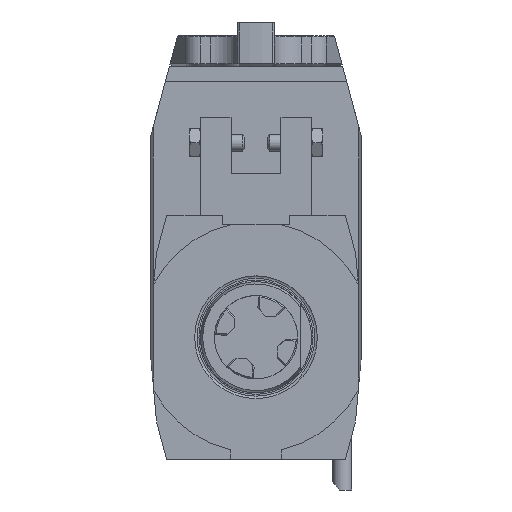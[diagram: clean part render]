
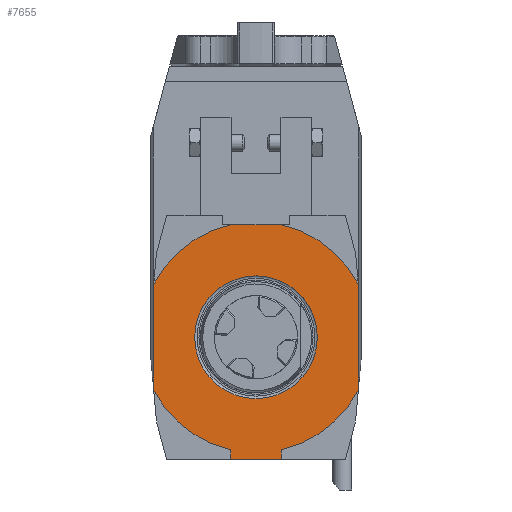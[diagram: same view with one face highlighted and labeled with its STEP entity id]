
A CAD part, front view. The second image highlights one B-rep face of the part: STEP entity #7655.
In plain terms, the highlighted planar face has unit normal (0, -1, 0).
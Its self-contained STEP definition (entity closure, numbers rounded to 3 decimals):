
#75 = CARTESIAN_POINT ( 'NONE',  ( 22.095, -100., -50. ) ) ;
#104 = LINE ( 'NONE', #2497, #20732 ) ;
#707 = ORIENTED_EDGE ( 'NONE', *, *, #13322, .T. ) ;
#1099 = DIRECTION ( 'NONE',  ( 0., -1., 0. ) ) ;
#1268 = ORIENTED_EDGE ( 'NONE', *, *, #9642, .F. ) ;
#2137 = EDGE_CURVE ( 'NONE', #18102, #6830, #4446, .T. ) ;
#2372 = CARTESIAN_POINT ( 'NONE',  ( -37., -100., -32.79 ) ) ;
#2390 = CARTESIAN_POINT ( 'NONE',  ( -9.055, -100., -90.5 ) ) ;
#2497 = CARTESIAN_POINT ( 'NONE',  ( -34.112, -100., 0.221 ) ) ;
#2574 = CARTESIAN_POINT ( 'NONE',  ( 37., -100., -6. ) ) ;
#2716 = DIRECTION ( 'NONE',  ( 0., 0., 1. ) ) ;
#2723 = DIRECTION ( 'NONE',  ( 0., -1., 0. ) ) ;
#2760 = VECTOR ( 'NONE', #22960, 1000. ) ;
#2794 = DIRECTION ( 'NONE',  ( 0., 0., -1. ) ) ;
#3119 = CARTESIAN_POINT ( 'NONE',  ( 9.055, -100., -125.241 ) ) ;
#3166 = CARTESIAN_POINT ( 'NONE',  ( -36.833, -100., -69.12 ) ) ;
#3422 = LINE ( 'NONE', #3119, #25598 ) ;
#3721 = EDGE_CURVE ( 'NONE', #25084, #9840, #8617, .T. ) ;
#3855 = CARTESIAN_POINT ( 'NONE',  ( 9.055, -100., -90.5 ) ) ;
#4317 = DIRECTION ( 'NONE',  ( -0.087, 0., -0.996 ) ) ;
#4339 = CARTESIAN_POINT ( 'NONE',  ( 37., -100., -6. ) ) ;
#4446 = CIRCLE ( 'NONE', #8706, 41.5 ) ;
#4473 = DIRECTION ( 'NONE',  ( -0.087, 0., 0.996 ) ) ;
#4482 = DIRECTION ( 'NONE',  ( -1., 0., 0. ) ) ;
#4612 = VECTOR ( 'NONE', #4473, 1000. ) ;
#4683 = VERTEX_POINT ( 'NONE', #3166 ) ;
#4887 = CARTESIAN_POINT ( 'NONE',  ( -37., -100., -6. ) ) ;
#5376 = VERTEX_POINT ( 'NONE', #15163 ) ;
#5805 = EDGE_CURVE ( 'NONE', #5376, #9627, #25775, .T. ) ;
#6133 = DIRECTION ( 'NONE',  ( 1., 0., 0. ) ) ;
#6150 = VECTOR ( 'NONE', #2716, 1000. ) ;
#6223 = CARTESIAN_POINT ( 'NONE',  ( 37., -100., -67.21 ) ) ;
#6362 = ORIENTED_EDGE ( 'NONE', *, *, #21373, .T. ) ;
#6382 = CARTESIAN_POINT ( 'NONE',  ( 0., -100., -50. ) ) ;
#6703 = CARTESIAN_POINT ( 'NONE',  ( -41.752, -100., -12.89 ) ) ;
#6815 = CARTESIAN_POINT ( 'NONE',  ( -36.833, -100., -30.88 ) ) ;
#6830 = VERTEX_POINT ( 'NONE', #21657 ) ;
#6953 = CIRCLE ( 'NONE', #22734, 41.5 ) ;
#7214 = AXIS2_PLACEMENT_3D ( 'NONE', #6382, #8592, #24632 ) ;
#7425 = ORIENTED_EDGE ( 'NONE', *, *, #3721, .T. ) ;
#7615 = ORIENTED_EDGE ( 'NONE', *, *, #2137, .T. ) ;
#7655 = ADVANCED_FACE ( 'Defeature completata2_220', ( #15687, #24825 ), #29453, .T. ) ;
#8091 = EDGE_CURVE ( 'NONE', #28095, #12410, #104, .T. ) ;
#8281 = LINE ( 'NONE', #10955, #2760 ) ;
#8592 = DIRECTION ( 'NONE',  ( 0., -1., 0. ) ) ;
#8617 = LINE ( 'NONE', #13123, #15069 ) ;
#8706 = AXIS2_PLACEMENT_3D ( 'NONE', #21293, #1099, #9900 ) ;
#8754 = CARTESIAN_POINT ( 'NONE',  ( 42.314, -100., -6.465 ) ) ;
#8915 = EDGE_LOOP ( 'NONE', ( #7615, #11504, #18664, #20045, #23975, #19575, #26839, #13368, #7425, #707, #6362, #11770, #22595, #1268 ) ) ;
#9318 = VECTOR ( 'NONE', #20659, 1000. ) ;
#9627 = VERTEX_POINT ( 'NONE', #6223 ) ;
#9642 = EDGE_CURVE ( 'NONE', #18102, #5376, #8281, .T. ) ;
#9840 = VERTEX_POINT ( 'NONE', #17129 ) ;
#9900 = DIRECTION ( 'NONE',  ( -1., 0., 0. ) ) ;
#10007 = EDGE_CURVE ( 'NONE', #26160, #6830, #10624, .T. ) ;
#10616 = AXIS2_PLACEMENT_3D ( 'NONE', #12217, #21367, #16169 ) ;
#10624 = LINE ( 'NONE', #13038, #12786 ) ;
#10687 = EDGE_CURVE ( 'NONE', #4683, #27143, #27906, .T. ) ;
#10947 = VERTEX_POINT ( 'NONE', #75 ) ;
#10955 = CARTESIAN_POINT ( 'NONE',  ( 34.674, -100., -6.204 ) ) ;
#11033 = EDGE_CURVE ( 'NONE', #26160, #12410, #6953, .T. ) ;
#11200 = EDGE_CURVE ( 'NONE', #10947, #10947, #27015, .T. ) ;
#11504 = ORIENTED_EDGE ( 'NONE', *, *, #10007, .F. ) ;
#11770 = ORIENTED_EDGE ( 'NONE', *, *, #24853, .F. ) ;
#12217 = CARTESIAN_POINT ( 'NONE',  ( 0., -100., -50. ) ) ;
#12300 = EDGE_CURVE ( 'NONE', #4683, #14382, #26438, .T. ) ;
#12410 = VERTEX_POINT ( 'NONE', #6815 ) ;
#12786 = VECTOR ( 'NONE', #22048, 1000. ) ;
#13038 = CARTESIAN_POINT ( 'NONE',  ( -12., -100., -9.5 ) ) ;
#13123 = CARTESIAN_POINT ( 'NONE',  ( 9.055, -100., -94. ) ) ;
#13322 = EDGE_CURVE ( 'NONE', #9840, #24392, #3422, .T. ) ;
#13368 = ORIENTED_EDGE ( 'NONE', *, *, #28811, .F. ) ;
#13466 = EDGE_LOOP ( 'NONE', ( #27594 ) ) ;
#14361 = CARTESIAN_POINT ( 'NONE',  ( 0., -100., -50. ) ) ;
#14382 = VERTEX_POINT ( 'NONE', #2390 ) ;
#14994 = AXIS2_PLACEMENT_3D ( 'NONE', #4339, #22589, #4482 ) ;
#15069 = VECTOR ( 'NONE', #6133, 1000. ) ;
#15163 = CARTESIAN_POINT ( 'NONE',  ( 37., -100., -32.79 ) ) ;
#15687 = FACE_OUTER_BOUND ( 'NONE', #8915, .T. ) ;
#16049 = DIRECTION ( 'NONE',  ( -1., 0., 0. ) ) ;
#16169 = DIRECTION ( 'NONE',  ( -1., 0., 0. ) ) ;
#16289 = CIRCLE ( 'NONE', #7214, 41.5 ) ;
#16466 = LINE ( 'NONE', #23044, #6150 ) ;
#16593 = CARTESIAN_POINT ( 'NONE',  ( 36.833, -100., -30.88 ) ) ;
#17129 = CARTESIAN_POINT ( 'NONE',  ( 9.055, -100., -94. ) ) ;
#18102 = VERTEX_POINT ( 'NONE', #16593 ) ;
#18461 = CARTESIAN_POINT ( 'NONE',  ( 0., -100., -50. ) ) ;
#18598 = DIRECTION ( 'NONE',  ( 0., -1., 0. ) ) ;
#18664 = ORIENTED_EDGE ( 'NONE', *, *, #11033, .T. ) ;
#19575 = ORIENTED_EDGE ( 'NONE', *, *, #10687, .F. ) ;
#20045 = ORIENTED_EDGE ( 'NONE', *, *, #8091, .F. ) ;
#20581 = DIRECTION ( 'NONE',  ( 0.087, 0., 0.996 ) ) ;
#20659 = DIRECTION ( 'NONE',  ( 0., 0., -1. ) ) ;
#20732 = VECTOR ( 'NONE', #20581, 1000. ) ;
#21097 = DIRECTION ( 'NONE',  ( 1., 0., 0. ) ) ;
#21293 = CARTESIAN_POINT ( 'NONE',  ( 0., -100., -50. ) ) ;
#21367 = DIRECTION ( 'NONE',  ( 0., -1., 0. ) ) ;
#21373 = EDGE_CURVE ( 'NONE', #24392, #24267, #16289, .T. ) ;
#21657 = CARTESIAN_POINT ( 'NONE',  ( 9.055, -100., -9.5 ) ) ;
#21996 = CARTESIAN_POINT ( 'NONE',  ( 36.833, -100., -69.12 ) ) ;
#22048 = DIRECTION ( 'NONE',  ( 1., 0., 0. ) ) ;
#22511 = CARTESIAN_POINT ( 'NONE',  ( -9.055, -100., -9.5 ) ) ;
#22589 = DIRECTION ( 'NONE',  ( 0., -1., 0. ) ) ;
#22595 = ORIENTED_EDGE ( 'NONE', *, *, #5805, .F. ) ;
#22734 = AXIS2_PLACEMENT_3D ( 'NONE', #18461, #18598, #16049 ) ;
#22960 = DIRECTION ( 'NONE',  ( 0.087, 0., -0.996 ) ) ;
#23044 = CARTESIAN_POINT ( 'NONE',  ( -9.055, -100., -125.241 ) ) ;
#23975 = ORIENTED_EDGE ( 'NONE', *, *, #29366, .T. ) ;
#24267 = VERTEX_POINT ( 'NONE', #21996 ) ;
#24367 = LINE ( 'NONE', #8754, #26992 ) ;
#24392 = VERTEX_POINT ( 'NONE', #3855 ) ;
#24632 = DIRECTION ( 'NONE',  ( -1., 0., 0. ) ) ;
#24825 = FACE_BOUND ( 'NONE', #13466, .T. ) ;
#24853 = EDGE_CURVE ( 'NONE', #9627, #24267, #24367, .T. ) ;
#25084 = VERTEX_POINT ( 'NONE', #25672 ) ;
#25598 = VECTOR ( 'NONE', #28385, 1000. ) ;
#25672 = CARTESIAN_POINT ( 'NONE',  ( -9.055, -100., -94. ) ) ;
#25775 = LINE ( 'NONE', #2574, #9318 ) ;
#26160 = VERTEX_POINT ( 'NONE', #22511 ) ;
#26438 = CIRCLE ( 'NONE', #10616, 41.5 ) ;
#26839 = ORIENTED_EDGE ( 'NONE', *, *, #12300, .T. ) ;
#26992 = VECTOR ( 'NONE', #4317, 1000. ) ;
#27015 = CIRCLE ( 'NONE', #28006, 22.095 ) ;
#27050 = VECTOR ( 'NONE', #2794, 1000. ) ;
#27143 = VERTEX_POINT ( 'NONE', #27543 ) ;
#27306 = LINE ( 'NONE', #4887, #27050 ) ;
#27543 = CARTESIAN_POINT ( 'NONE',  ( -37., -100., -67.21 ) ) ;
#27594 = ORIENTED_EDGE ( 'NONE', *, *, #11200, .F. ) ;
#27906 = LINE ( 'NONE', #6703, #4612 ) ;
#28006 = AXIS2_PLACEMENT_3D ( 'NONE', #14361, #2723, #21097 ) ;
#28095 = VERTEX_POINT ( 'NONE', #2372 ) ;
#28385 = DIRECTION ( 'NONE',  ( 0., 0., 1. ) ) ;
#28811 = EDGE_CURVE ( 'NONE', #25084, #14382, #16466, .T. ) ;
#29366 = EDGE_CURVE ( 'NONE', #28095, #27143, #27306, .T. ) ;
#29453 = PLANE ( 'NONE',  #14994 ) ;
